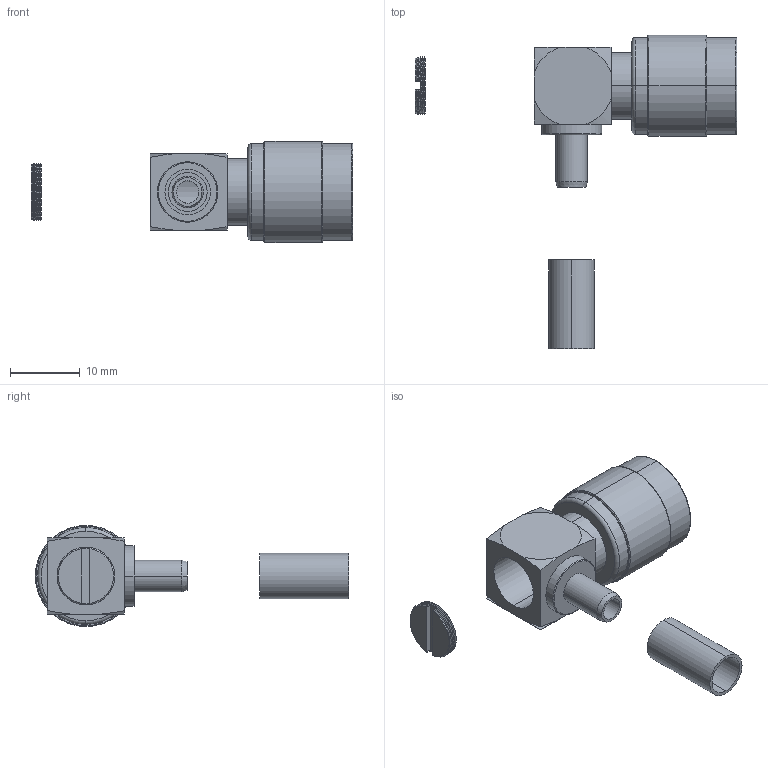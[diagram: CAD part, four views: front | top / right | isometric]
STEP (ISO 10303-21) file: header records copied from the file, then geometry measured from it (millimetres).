
FILE_DESCRIPTION (( 'STEP AP203' ), '1' );
FILE_NAME ('ARTP-1714.STEP', '2010-05-05T19:40:27', ( 'x' ), ( 'Microsoft' ), 'SwSTEP 2.0', 'SolidWorks 2010', '' );
FILE_SCHEMA (( 'CONFIG_CONTROL_DESIGN' ));
Length unit declared in the file: inch
Products named in the file (5): ARTP-1714-MA1; ARTP-1714-MA2; ARTP-1714; ARTP-1714-MA3; ARTP-1714-MA4
Assembly tree (4 placements, depth 2):
  ARTP-1714
    ARTP-1714-MA3
    ARTP-1714-MA2
    ARTP-1714-MA4
    ARTP-1714-MA1
Bounding box: 45.99 x 44.84 x 14.48 mm (x, y, z)
Volume: 2705.6 mm3; surface area: 4411.3 mm2
Topology: 4 solids, 4 shells, 171 faces, 410 edges, 262 vertices
Faces by surface type: plane 59, cylinder 52, cone 32, torus 28
Entity records: 5953 total; most frequent: CARTESIAN_POINT 1372, DIRECTION 902, ORIENTED_EDGE 820, EDGE_CURVE 410, AXIS2_PLACEMENT_3D 376, VERTEX_POINT 262, CIRCLE 198, EDGE_LOOP 192
